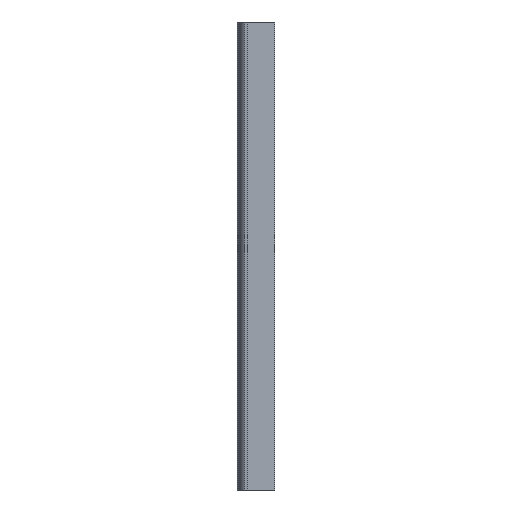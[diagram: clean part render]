
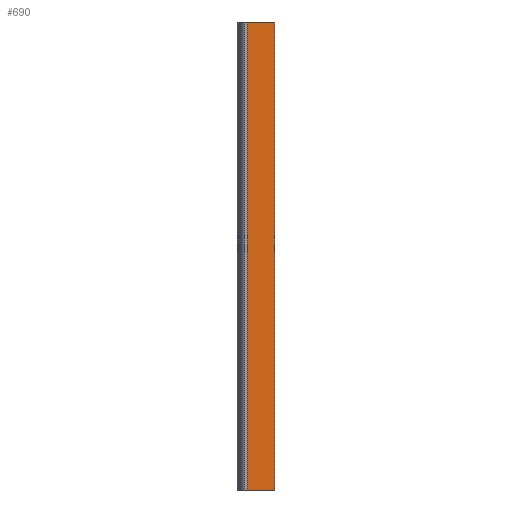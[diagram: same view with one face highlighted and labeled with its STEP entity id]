
A CAD part, left-side view. The second image highlights one B-rep face of the part: STEP entity #690.
In plain terms, the highlighted planar face has unit normal (-1, 0, 0).
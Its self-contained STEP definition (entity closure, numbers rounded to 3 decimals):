
#94=FACE_OUTER_BOUND('',#132,.T.);
#132=EDGE_LOOP('',(#465,#466,#467,#468));
#170=LINE('',#967,#226);
#173=LINE('',#973,#229);
#174=LINE('',#975,#230);
#175=LINE('',#976,#231);
#226=VECTOR('',#796,10.);
#229=VECTOR('',#801,10.);
#230=VECTOR('',#802,10.);
#231=VECTOR('',#803,10.);
#282=VERTEX_POINT('',#964);
#283=VERTEX_POINT('',#966);
#285=VERTEX_POINT('',#972);
#286=VERTEX_POINT('',#974);
#354=EDGE_CURVE('',#283,#282,#170,.T.);
#357=EDGE_CURVE('',#282,#285,#173,.T.);
#358=EDGE_CURVE('',#286,#285,#174,.T.);
#359=EDGE_CURVE('',#283,#286,#175,.T.);
#465=ORIENTED_EDGE('',*,*,#357,.T.);
#466=ORIENTED_EDGE('',*,*,#358,.F.);
#467=ORIENTED_EDGE('',*,*,#359,.F.);
#468=ORIENTED_EDGE('',*,*,#354,.T.);
#678=PLANE('',#736);
#690=ADVANCED_FACE('',(#94),#678,.T.);
#736=AXIS2_PLACEMENT_3D('',#971,#799,#800);
#796=DIRECTION('',(0.,0.,1.));
#799=DIRECTION('center_axis',(-1.,0.,0.));
#800=DIRECTION('ref_axis',(0.,-1.,0.));
#801=DIRECTION('',(0.,1.,0.));
#802=DIRECTION('',(0.,0.,1.));
#803=DIRECTION('',(0.,1.,0.));
#964=CARTESIAN_POINT('',(-37.,0.,1000.));
#966=CARTESIAN_POINT('',(-37.,0.,0.));
#967=CARTESIAN_POINT('',(-37.,0.,0.));
#971=CARTESIAN_POINT('Origin',(-37.,65.134,0.));
#972=CARTESIAN_POINT('',(-37.,59.134,1000.));
#973=CARTESIAN_POINT('',(-37.,52.567,1000.));
#974=CARTESIAN_POINT('',(-37.,59.134,0.));
#975=CARTESIAN_POINT('',(-37.,59.134,0.));
#976=CARTESIAN_POINT('',(-37.,52.567,0.));
